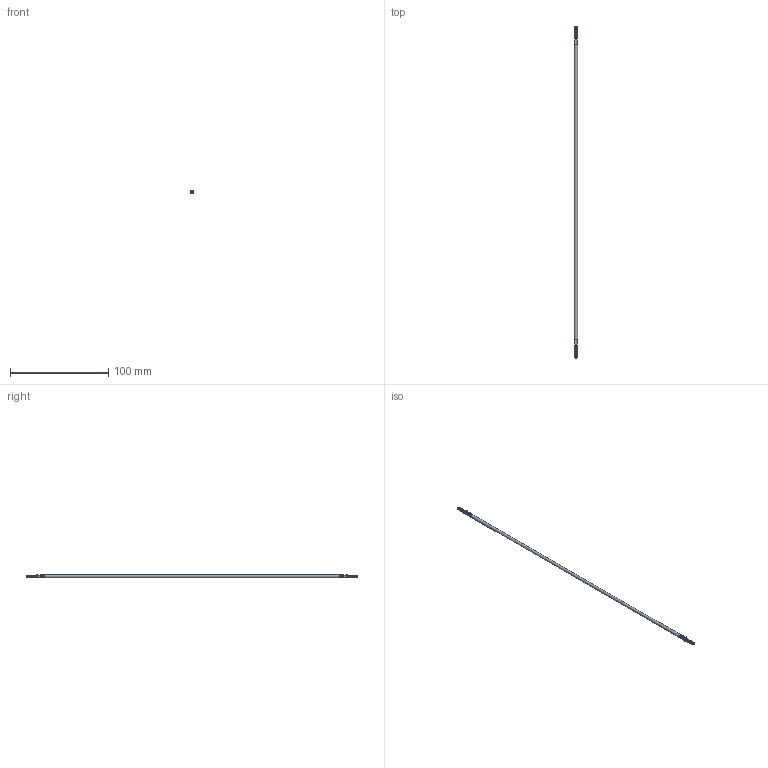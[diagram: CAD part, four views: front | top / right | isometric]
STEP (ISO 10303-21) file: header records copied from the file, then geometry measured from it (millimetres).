
FILE_DESCRIPTION(/* description */ ('Unknown'),/* implementation_level */ '2;1');
FILE_NAME(/* name */ '657557516030',/* time_stamp */ '2022-10-04T10:15:07+02:00',/* author */ ('Unknown'),/* organization */ ('Unknown'),/* preprocessor_version */ 'ST-DEVELOPER v18.102',/* originating_system */ 'Solid Edge',/* authorisation */ 'Unknown');
FILE_SCHEMA (('AUTOMOTIVE_DESIGN {1 0 10303 214 3 1 1}'));
Length unit declared in the file: millimetre
Products named in the file (3): 657557516030; Wire 16AWG Black_UL1015; 65730513722DEC
Assembly tree (3 placements, depth 2):
  657557516030
    Wire 16AWG Black_UL1015
    65730513722DEC  x2
Bounding box: 3.57 x 337.28 x 3.82 mm (x, y, z)
Volume: 2205.8 mm3; surface area: 9410 mm2
Topology: 19 solids, 19 shells, 735 faces, 2093 edges, 1356 vertices
Faces by surface type: plane 420, cylinder 279, bspline 36
Full cylindrical faces by diameter (mm): 0.23 x5, 0.24 x6, 1.31 x1, 3.1 x1
Entity records: 12969 total; most frequent: CARTESIAN_POINT 2675, ORIENTED_EDGE 2136, DIRECTION 2080, EDGE_CURVE 1068, VERTEX_POINT 701, AXIS2_PLACEMENT_3D 698, LINE 684, VECTOR 684
